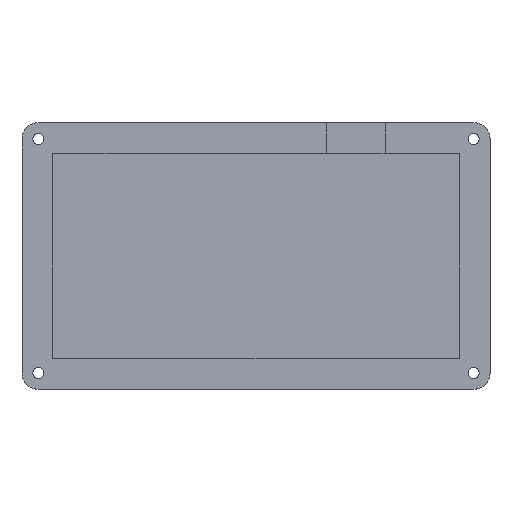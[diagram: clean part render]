
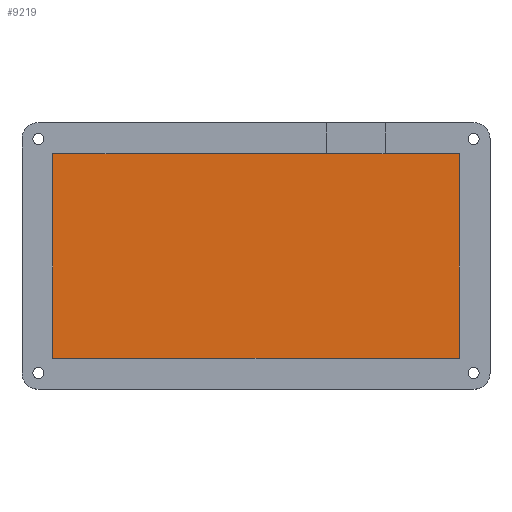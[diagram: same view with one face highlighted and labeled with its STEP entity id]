
A CAD part, top view. The second image highlights one B-rep face of the part: STEP entity #9219.
In plain terms, the highlighted planar face has unit normal (0, 0, 1).
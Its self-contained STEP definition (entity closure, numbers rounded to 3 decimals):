
#359=PLANE('',#9525);
#840=FACE_OUTER_BOUND('',#1372,.T.);
#1372=EDGE_LOOP('',(#8464,#8465,#8466,#8467));
#2252=LINE('',#17317,#3144);
#2273=LINE('',#17374,#3165);
#2274=LINE('',#17375,#3166);
#2275=LINE('',#17376,#3167);
#3144=VECTOR('',#10927,10.);
#3165=VECTOR('',#10984,10.);
#3166=VECTOR('',#10985,10.);
#3167=VECTOR('',#10986,10.);
#4474=VERTEX_POINT('',#17314);
#4475=VERTEX_POINT('',#17316);
#4492=VERTEX_POINT('',#17372);
#4493=VERTEX_POINT('',#17373);
#5796=EDGE_CURVE('',#4474,#4475,#2252,.T.);
#5825=EDGE_CURVE('',#4492,#4493,#2273,.T.);
#5826=EDGE_CURVE('',#4475,#4492,#2274,.T.);
#5827=EDGE_CURVE('',#4493,#4474,#2275,.T.);
#8464=ORIENTED_EDGE('',*,*,#5825,.F.);
#8465=ORIENTED_EDGE('',*,*,#5826,.F.);
#8466=ORIENTED_EDGE('',*,*,#5796,.F.);
#8467=ORIENTED_EDGE('',*,*,#5827,.F.);
#9219=ADVANCED_FACE('',(#840),#359,.T.);
#9525=AXIS2_PLACEMENT_3D('',#17371,#10982,#10983);
#10927=DIRECTION('',(1.,0.,0.));
#10982=DIRECTION('center_axis',(0.,0.,1.));
#10983=DIRECTION('ref_axis',(1.,0.,0.));
#10984=DIRECTION('',(-1.,0.,0.));
#10985=DIRECTION('',(0.,-1.,0.));
#10986=DIRECTION('',(0.,1.,0.));
#17314=CARTESIAN_POINT('',(-50.,30.,3.));
#17316=CARTESIAN_POINT('',(75.,30.,3.));
#17317=CARTESIAN_POINT('',(-18.75,30.,3.));
#17371=CARTESIAN_POINT('Origin',(12.5,-1.5,3.));
#17372=CARTESIAN_POINT('',(75.,-33.,3.));
#17373=CARTESIAN_POINT('',(-50.,-33.,3.));
#17374=CARTESIAN_POINT('',(43.75,-33.,3.));
#17375=CARTESIAN_POINT('',(75.,14.25,3.));
#17376=CARTESIAN_POINT('',(-50.,-17.25,3.));
